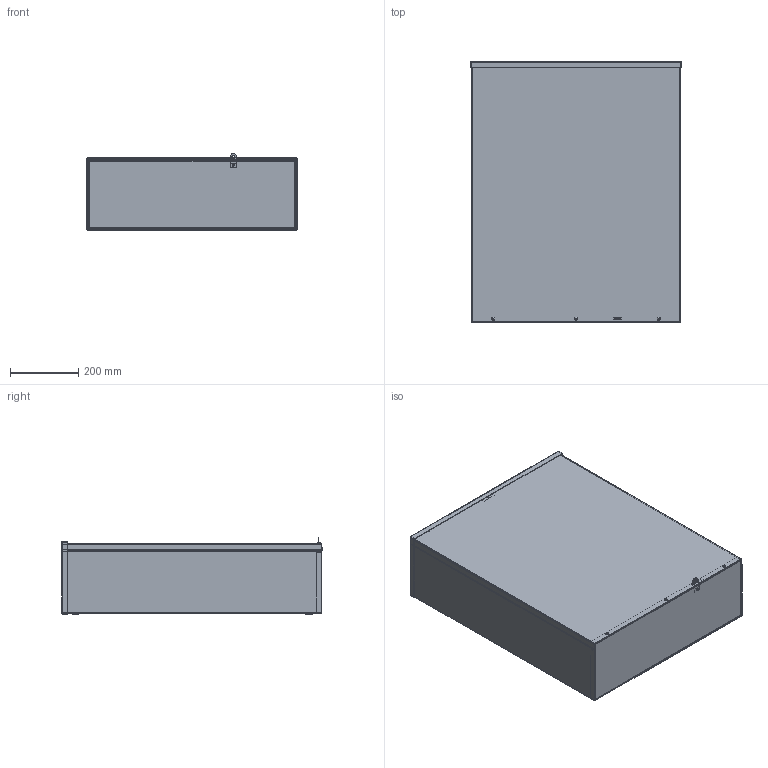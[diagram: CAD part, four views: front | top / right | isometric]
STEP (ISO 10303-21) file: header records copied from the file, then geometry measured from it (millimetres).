
FILE_DESCRIPTION(/* description */ ('RSC, NEMA 3R, GALV, BKPA, 24X30X8'),/* implementation_level */ '2;1');
FILE_NAME(/* name */ 'RSC243008G.stp',/* time_stamp */ '2015-05-25T22:19:55+06:00',/* author */ ('vdas'),/* organization */ (''),/* preprocessor_version */ 'ST-DEVELOPER v15.2',/* originating_system */ 'Autodesk Inventor 2014',/* authorisation */ '');
FILE_SCHEMA (('AUTOMOTIVE_DESIGN { 1 0 10303 214 3 1 1 }'));
Length unit declared in the file: inch
Products named in the file (9): RSC243008GBKPA; RSC2408GEWPA; RSC2430GLFA; RSC2408GCPA; 3183; 31823; 372177; 36910-14GA; RSC243008G
Bounding box: 618.12 x 764.86 x 224.77 mm (x, y, z)
Volume: 2953263.3 mm3; surface area: 3163044.1 mm2
Topology: 10 solids, 10 shells, 350 faces, 764 edges, 450 vertices
Faces by surface type: plane 193, cylinder 66, cone 40, torus 33, bspline 14, sphere 4
Full cylindrical faces by diameter (mm): 3.175 x2, 3.454 x2, 3.734 x3, 4.166 x3, 4.343 x1, 5.931 x1, 6.655 x1, 7.144 x4, 7.938 x6, 9.525 x1, 9.754 x3
Entity records: 8362 total; most frequent: CARTESIAN_POINT 1867, DIRECTION 1278, ORIENTED_EDGE 1134, EDGE_CURVE 567, AXIS2_PLACEMENT_3D 468, EDGE_LOOP 406, VERTEX_POINT 357, LINE 342
